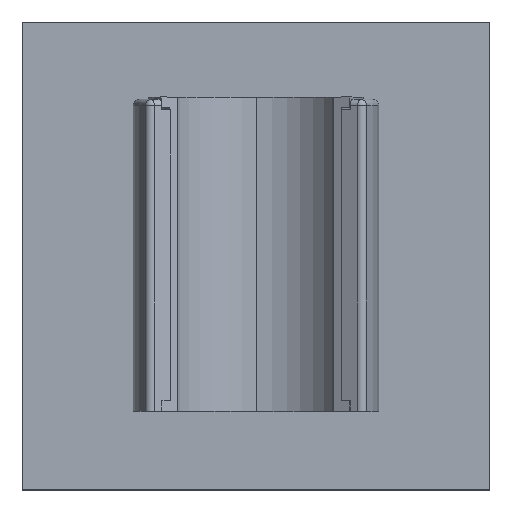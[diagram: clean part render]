
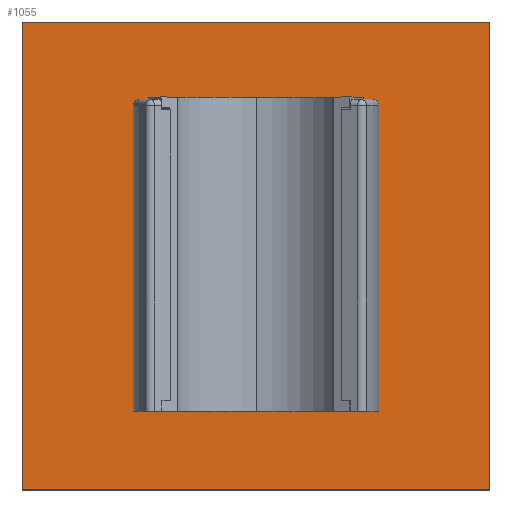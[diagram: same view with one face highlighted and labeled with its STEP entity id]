
A CAD part, top view. The second image highlights one B-rep face of the part: STEP entity #1055.
In plain terms, the highlighted face is planar.
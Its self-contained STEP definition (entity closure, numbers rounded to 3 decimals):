
#80 = CARTESIAN_POINT ( 'NONE',  ( -30., 9., 30. ) ) ;
#85 = VECTOR ( 'NONE', #1409, 1000. ) ;
#108 = LINE ( 'NONE', #1414, #85 ) ;
#174 = CARTESIAN_POINT ( 'NONE',  ( -30., 9., 30. ) ) ;
#177 = DIRECTION ( 'NONE',  ( 0., 1., 0. ) ) ;
#185 = VECTOR ( 'NONE', #1721, 1000. ) ;
#233 = PLANE ( 'NONE',  #1249 ) ;
#250 = CARTESIAN_POINT ( 'NONE',  ( 30., 9., 30. ) ) ;
#261 = LINE ( 'NONE', #1747, #185 ) ;
#363 = DIRECTION ( 'NONE',  ( 0., 0., 1. ) ) ;
#369 = CARTESIAN_POINT ( 'NONE',  ( -30., 9., -30. ) ) ;
#385 = CARTESIAN_POINT ( 'NONE',  ( 30., 9., -30. ) ) ;
#473 = DIRECTION ( 'NONE',  ( 0., 0., 1. ) ) ;
#527 = EDGE_CURVE ( 'NONE', #1131, #1493, #261, .T. ) ;
#725 = DIRECTION ( 'NONE',  ( 1., 0., 0. ) ) ;
#733 = EDGE_CURVE ( 'NONE', #1493, #752, #108, .T. ) ;
#738 = ORIENTED_EDGE ( 'NONE', *, *, #1534, .T. ) ;
#752 = VERTEX_POINT ( 'NONE', #853 ) ;
#807 = VERTEX_POINT ( 'NONE', #174 ) ;
#853 = CARTESIAN_POINT ( 'NONE',  ( -30., 9., -30. ) ) ;
#933 = ORIENTED_EDGE ( 'NONE', *, *, #1606, .T. ) ;
#949 = ORIENTED_EDGE ( 'NONE', *, *, #527, .T. ) ;
#1055 = ADVANCED_FACE ( 'NONE', ( #1317 ), #233, .T. ) ;
#1131 = VERTEX_POINT ( 'NONE', #250 ) ;
#1166 = VECTOR ( 'NONE', #363, 1000. ) ;
#1249 = AXIS2_PLACEMENT_3D ( 'NONE', #80, #177, #473 ) ;
#1317 = FACE_OUTER_BOUND ( 'NONE', #1381, .T. ) ;
#1381 = EDGE_LOOP ( 'NONE', ( #738, #933, #949, #1563 ) ) ;
#1409 = DIRECTION ( 'NONE',  ( -1., 0., 0. ) ) ;
#1414 = CARTESIAN_POINT ( 'NONE',  ( -30., 9., -30. ) ) ;
#1490 = LINE ( 'NONE', #369, #1166 ) ;
#1493 = VERTEX_POINT ( 'NONE', #385 ) ;
#1534 = EDGE_CURVE ( 'NONE', #752, #807, #1490, .T. ) ;
#1563 = ORIENTED_EDGE ( 'NONE', *, *, #733, .T. ) ;
#1606 = EDGE_CURVE ( 'NONE', #807, #1131, #1882, .T. ) ;
#1721 = DIRECTION ( 'NONE',  ( 0., 0., -1. ) ) ;
#1747 = CARTESIAN_POINT ( 'NONE',  ( 30., 9., -30. ) ) ;
#1863 = VECTOR ( 'NONE', #725, 1000. ) ;
#1882 = LINE ( 'NONE', #1884, #1863 ) ;
#1884 = CARTESIAN_POINT ( 'NONE',  ( -30., 9., 30. ) ) ;
